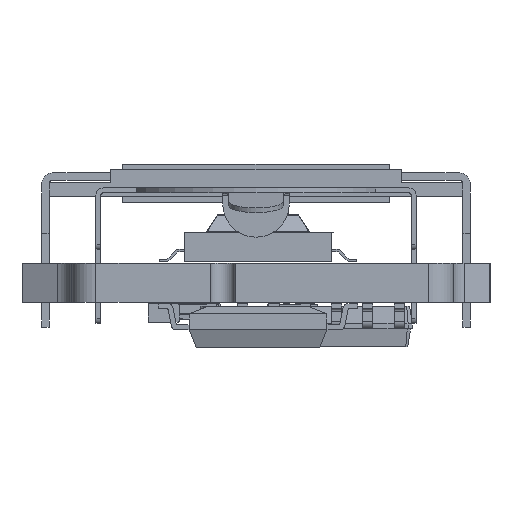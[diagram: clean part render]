
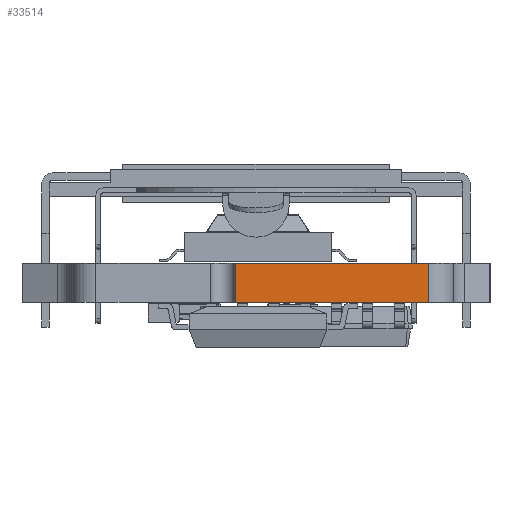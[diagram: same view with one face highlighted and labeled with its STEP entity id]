
A CAD part, left-side view. The second image highlights one B-rep face of the part: STEP entity #33514.
In plain terms, the highlighted planar face has unit normal (-1, 0, 0).
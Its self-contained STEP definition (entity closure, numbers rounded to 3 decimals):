
#3923=FACE_OUTER_BOUND('',#5894,.T.);
#5894=EDGE_LOOP('',(#30062,#30063,#30064,#30065));
#9673=LINE('',#54630,#13478);
#9694=LINE('',#54762,#13499);
#9701=LINE('',#54854,#13506);
#9702=LINE('',#54856,#13507);
#13478=VECTOR('',#45120,1.);
#13499=VECTOR('',#45239,1.);
#13506=VECTOR('',#45330,1.);
#13507=VECTOR('',#45333,1.);
#16462=VERTEX_POINT('',#54627);
#16463=VERTEX_POINT('',#54629);
#16524=VERTEX_POINT('',#54759);
#16525=VERTEX_POINT('',#54761);
#20972=EDGE_CURVE('',#16463,#16462,#9673,.T.);
#21041=EDGE_CURVE('',#16524,#16525,#9694,.T.);
#21087=EDGE_CURVE('',#16462,#16525,#9701,.T.);
#21088=EDGE_CURVE('',#16463,#16524,#9702,.T.);
#30062=ORIENTED_EDGE('',*,*,#20972,.T.);
#30063=ORIENTED_EDGE('',*,*,#21087,.T.);
#30064=ORIENTED_EDGE('',*,*,#21041,.F.);
#30065=ORIENTED_EDGE('',*,*,#21088,.F.);
#31722=PLANE('',#36361);
#33514=ADVANCED_FACE('',(#3923),#31722,.F.);
#36361=AXIS2_PLACEMENT_3D('',#54855,#45331,#45332);
#45120=DIRECTION('',(0.,-1.,0.));
#45239=DIRECTION('',(0.,-1.,0.));
#45330=DIRECTION('',(0.,0.,1.));
#45331=DIRECTION('center_axis',(1.,0.,0.));
#45332=DIRECTION('ref_axis',(0.,-1.,0.));
#45333=DIRECTION('',(0.,0.,1.));
#54627=CARTESIAN_POINT('',(105.,-113.5,0.));
#54629=CARTESIAN_POINT('',(105.,-105.65,0.));
#54630=CARTESIAN_POINT('',(105.,-100.,0.));
#54759=CARTESIAN_POINT('',(105.,-105.65,1.6));
#54761=CARTESIAN_POINT('',(105.,-113.5,1.6));
#54762=CARTESIAN_POINT('',(105.,-100.,1.6));
#54854=CARTESIAN_POINT('',(105.,-113.5,0.));
#54855=CARTESIAN_POINT('Origin',(105.,-100.,0.));
#54856=CARTESIAN_POINT('',(105.,-105.65,0.));
